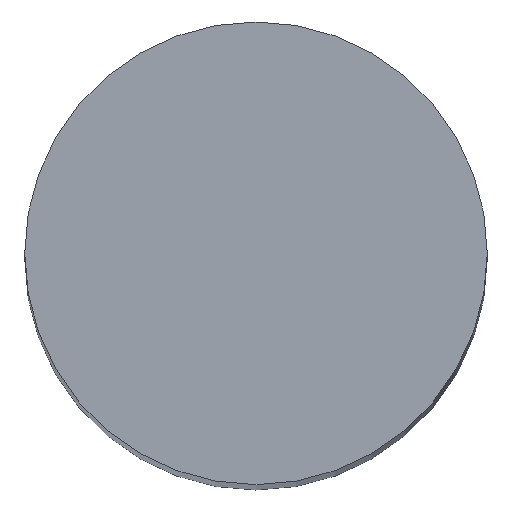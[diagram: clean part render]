
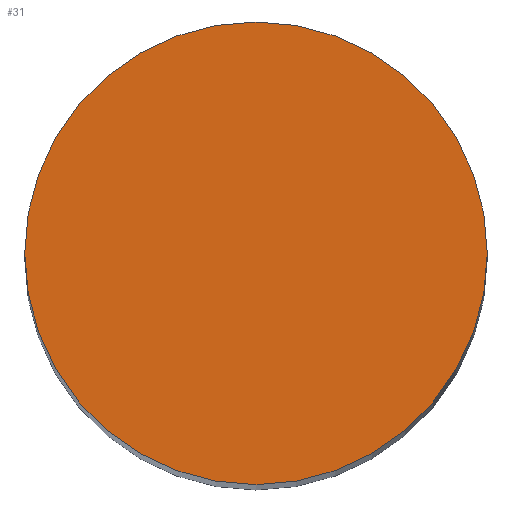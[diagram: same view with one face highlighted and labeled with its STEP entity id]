
A CAD part, top view. The second image highlights one B-rep face of the part: STEP entity #31.
In plain terms, the highlighted planar face has unit normal (0, 0, 1).
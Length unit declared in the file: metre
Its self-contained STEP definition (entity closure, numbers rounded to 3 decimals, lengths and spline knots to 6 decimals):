
#31 = ADVANCED_FACE( '', ( #57 ), #58, .T. );
#57 = FACE_OUTER_BOUND( '', #74, .T. );
#58 = PLANE( '', #75 );
#74 = EDGE_LOOP( '', ( #89 ) );
#75 = AXIS2_PLACEMENT_3D( '', #90, #91, #92 );
#89 = ORIENTED_EDGE( '', *, *, #96, .T. );
#90 = CARTESIAN_POINT( '', ( 0., 0., 0.05 ) );
#91 = DIRECTION( '', ( 0., 0., 1. ) );
#92 = DIRECTION( '', ( 1., 0., 0. ) );
#96 = EDGE_CURVE( '', #102, #102, #103, .T. );
#102 = VERTEX_POINT( '', #109 );
#103 = CIRCLE( '', #110, 0.0075 );
#109 = CARTESIAN_POINT( '', ( 0.0075, 0., 0.05 ) );
#110 = AXIS2_PLACEMENT_3D( '', #115, #116, #117 );
#115 = CARTESIAN_POINT( '', ( 0., 0., 0.05 ) );
#116 = DIRECTION( '', ( 0., 0., 1. ) );
#117 = DIRECTION( '', ( 1., 0., 0. ) );
